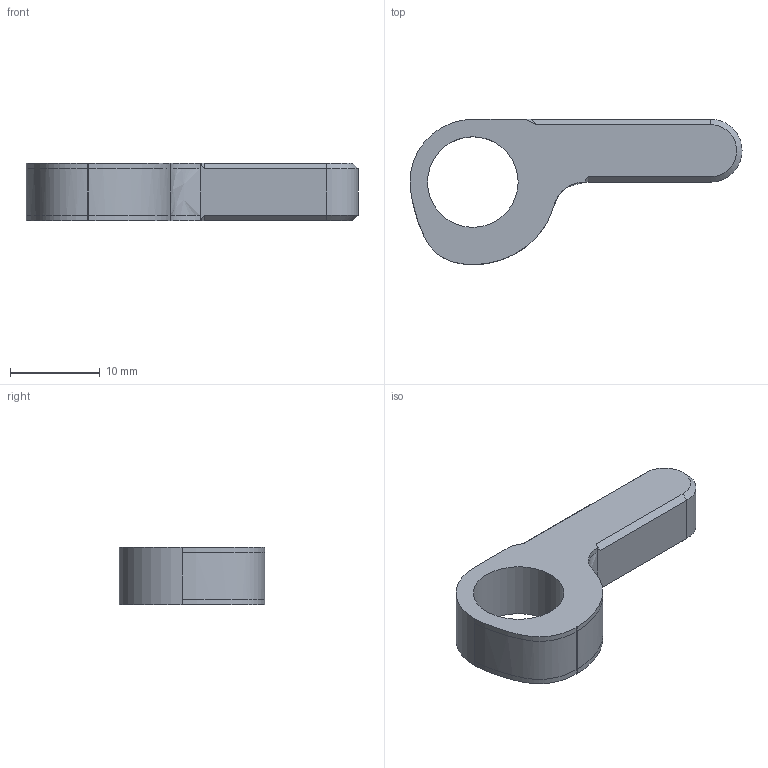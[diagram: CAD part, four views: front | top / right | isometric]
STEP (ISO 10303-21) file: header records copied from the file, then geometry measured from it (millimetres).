
FILE_DESCRIPTION(/* description */ (''),/* implementation_level */ '2;1');
FILE_NAME(/* name */ 'belt clamp lever.stp',/* time_stamp */ '2020-09-01T18:53:39+01:00',/* author */ ('isaac879'),/* organization */ (''),/* preprocessor_version */ 'ST-DEVELOPER v18',/* originating_system */ 'Autodesk Inventor 2020',/* authorisation */ '');
FILE_SCHEMA (('AUTOMOTIVE_DESIGN { 1 0 10303 214 3 1 1 }'));
Length unit declared in the file: millimetre
Products named in the file (1): belt clamp lever
Bounding box: 37 x 16.2 x 6.4 mm (x, y, z)
Volume: 1806.1 mm3; surface area: 1330.5 mm2
Topology: 1 solids, 1 shells, 31 faces, 79 edges, 50 vertices
Faces by surface type: plane 16, bspline 7, cylinder 6, cone 2
Full cylindrical faces by diameter (mm): 10.1 x1
Entity records: 1182 total; most frequent: CARTESIAN_POINT 422, ORIENTED_EDGE 158, DIRECTION 129, EDGE_CURVE 79, LINE 55, VECTOR 55, VERTEX_POINT 50, AXIS2_PLACEMENT_3D 37
